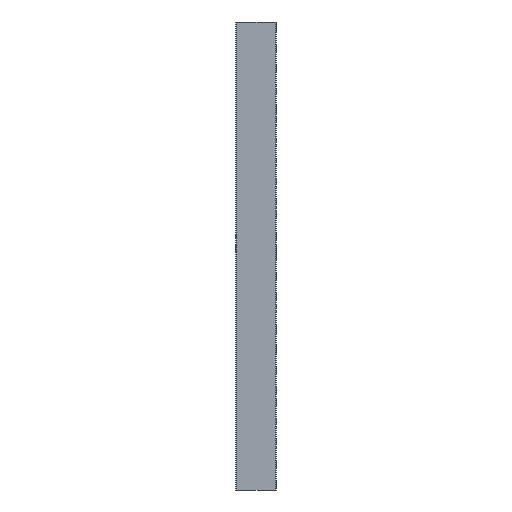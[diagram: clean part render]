
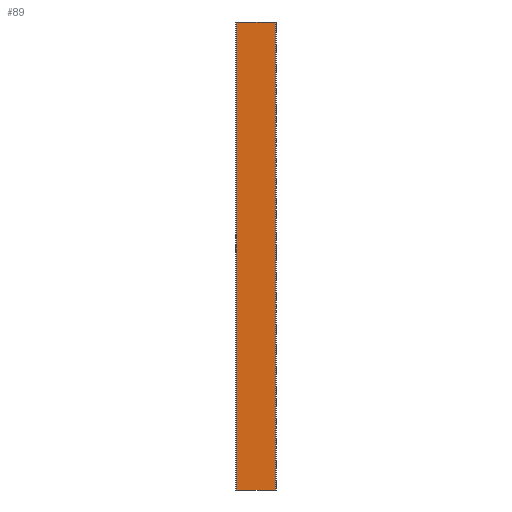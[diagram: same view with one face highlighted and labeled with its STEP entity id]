
A CAD part, left-side view. The second image highlights one B-rep face of the part: STEP entity #89.
In plain terms, the highlighted planar face has unit normal (-1, 0, 0).
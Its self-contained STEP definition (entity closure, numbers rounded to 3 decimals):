
#89 = ADVANCED_FACE ( 'NONE', ( #3776 ), #1859, .F. ) ;
#189 = VERTEX_POINT ( 'NONE', #1841 ) ;
#654 = DIRECTION ( 'NONE',  ( 0., 1., 0. ) ) ;
#671 = DIRECTION ( 'NONE',  ( 1., 0., 0. ) ) ;
#730 = VECTOR ( 'NONE', #3117, 1000. ) ;
#897 = LINE ( 'NONE', #1608, #730 ) ;
#988 = CARTESIAN_POINT ( 'NONE',  ( 1313.891, 384.706, 0. ) ) ;
#1176 = VERTEX_POINT ( 'NONE', #988 ) ;
#1189 = CARTESIAN_POINT ( 'NONE',  ( 1313.891, 507.706, 0. ) ) ;
#1498 = VERTEX_POINT ( 'NONE', #3003 ) ;
#1608 = CARTESIAN_POINT ( 'NONE',  ( 1313.891, 0., 1500. ) ) ;
#1768 = EDGE_CURVE ( 'NONE', #4602, #1176, #4809, .T. ) ;
#1841 = CARTESIAN_POINT ( 'NONE',  ( 1313.891, 507.706, 1500. ) ) ;
#1859 = PLANE ( 'NONE',  #2316 ) ;
#1887 = CARTESIAN_POINT ( 'NONE',  ( 1313.891, 0., 1500. ) ) ;
#2253 = EDGE_CURVE ( 'NONE', #1498, #1176, #3782, .T. ) ;
#2316 = AXIS2_PLACEMENT_3D ( 'NONE', #1887, #671, #654 ) ;
#2437 = EDGE_CURVE ( 'NONE', #189, #4602, #3328, .T. ) ;
#2676 = DIRECTION ( 'NONE',  ( 0., 0., -1. ) ) ;
#2854 = ORIENTED_EDGE ( 'NONE', *, *, #1768, .T. ) ;
#2875 = ORIENTED_EDGE ( 'NONE', *, *, #2253, .F. ) ;
#2909 = ORIENTED_EDGE ( 'NONE', *, *, #3243, .F. ) ;
#2926 = ORIENTED_EDGE ( 'NONE', *, *, #2437, .T. ) ;
#3003 = CARTESIAN_POINT ( 'NONE',  ( 1313.891, 384.706, 1500. ) ) ;
#3057 = CARTESIAN_POINT ( 'NONE',  ( 1313.891, 384.706, 1500. ) ) ;
#3107 = CARTESIAN_POINT ( 'NONE',  ( 1313.891, 507.706, 1500. ) ) ;
#3117 = DIRECTION ( 'NONE',  ( 0., -1., 0. ) ) ;
#3243 = EDGE_CURVE ( 'NONE', #189, #1498, #897, .T. ) ;
#3328 = LINE ( 'NONE', #3107, #3362 ) ;
#3362 = VECTOR ( 'NONE', #3465, 1000. ) ;
#3465 = DIRECTION ( 'NONE',  ( 0., 0., -1. ) ) ;
#3554 = DIRECTION ( 'NONE',  ( 0., -1., 0. ) ) ;
#3724 = VECTOR ( 'NONE', #2676, 1000. ) ;
#3776 = FACE_OUTER_BOUND ( 'NONE', #4506, .T. ) ;
#3782 = LINE ( 'NONE', #3057, #3724 ) ;
#4506 = EDGE_LOOP ( 'NONE', ( #2854, #2875, #2909, #2926 ) ) ;
#4602 = VERTEX_POINT ( 'NONE', #1189 ) ;
#4630 = CARTESIAN_POINT ( 'NONE',  ( 1313.891, 0., 0. ) ) ;
#4798 = VECTOR ( 'NONE', #3554, 1000. ) ;
#4809 = LINE ( 'NONE', #4630, #4798 ) ;
